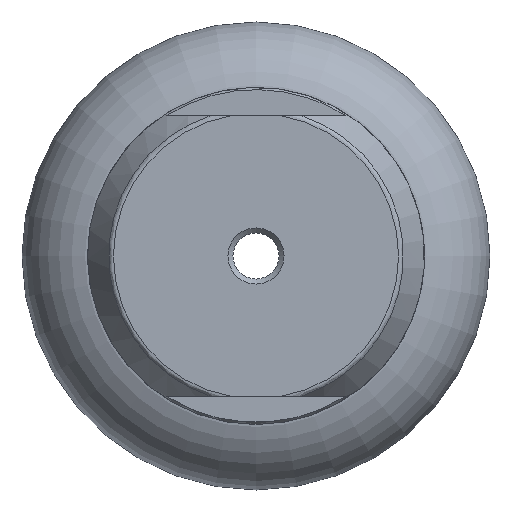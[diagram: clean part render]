
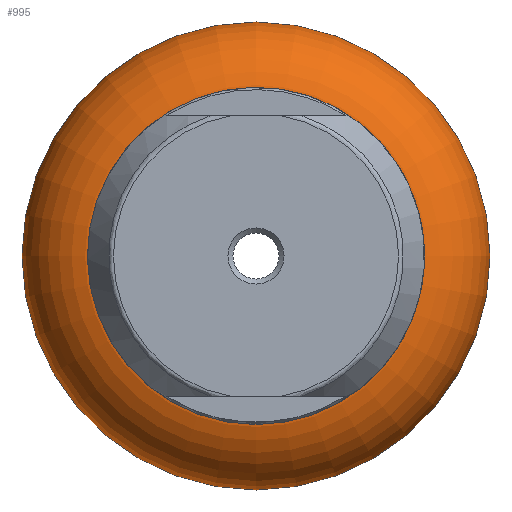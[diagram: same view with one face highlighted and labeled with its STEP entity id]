
A CAD part, front view. The second image highlights one B-rep face of the part: STEP entity #995.
In plain terms, the highlighted toroidal (fillet/blend) face has major radius 8 mm and minor radius 4.5 mm.
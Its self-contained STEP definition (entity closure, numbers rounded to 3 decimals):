
#144=TOROIDAL_SURFACE('',#1179,8.,4.5);
#344=ORIENTED_EDGE('',*,*,#478,.T.);
#345=ORIENTED_EDGE('',*,*,#480,.F.);
#478=EDGE_CURVE('',#575,#575,#651,.T.);
#480=EDGE_CURVE('',#577,#577,#653,.T.);
#575=VERTEX_POINT('',#1796);
#577=VERTEX_POINT('',#1802);
#651=CIRCLE('',#1174,8.);
#653=CIRCLE('',#1178,8.);
#768=EDGE_LOOP('',(#344));
#769=EDGE_LOOP('',(#345));
#898=FACE_BOUND('',#768,.T.);
#899=FACE_BOUND('',#769,.T.);
#995=ADVANCED_FACE('',(#898,#899),#144,.T.);
#1174=AXIS2_PLACEMENT_3D('',#1795,#1448,#1449);
#1178=AXIS2_PLACEMENT_3D('',#1801,#1456,#1457);
#1179=AXIS2_PLACEMENT_3D('',#1803,#1458,#1459);
#1448=DIRECTION('',(0.,-1.,0.));
#1449=DIRECTION('',(0.,0.,-1.));
#1456=DIRECTION('',(0.,-1.,0.));
#1457=DIRECTION('',(0.,0.,-1.));
#1458=DIRECTION('',(0.,-1.,0.));
#1459=DIRECTION('',(0.,0.,-1.));
#1795=CARTESIAN_POINT('',(0.,4.5,0.));
#1796=CARTESIAN_POINT('',(0.,4.5,-8.));
#1801=CARTESIAN_POINT('',(0.,-4.5,0.));
#1802=CARTESIAN_POINT('',(0.,-4.5,-8.));
#1803=CARTESIAN_POINT('',(0.,0.,0.));
